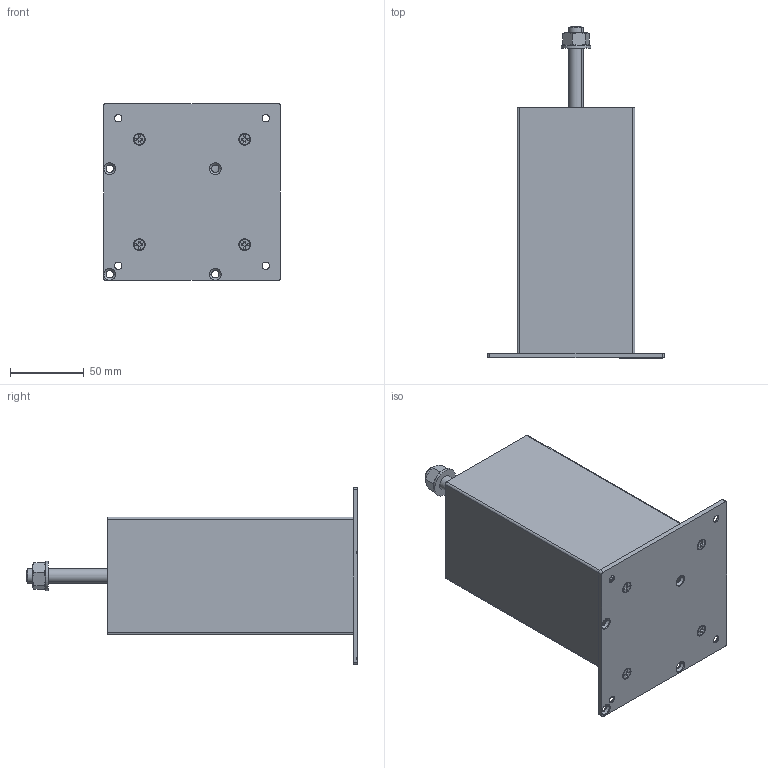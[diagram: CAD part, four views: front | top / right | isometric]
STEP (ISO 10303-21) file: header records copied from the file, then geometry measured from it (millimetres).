
FILE_DESCRIPTION(('STEP AP214'),'1');
FILE_NAME('Rhodos 1 H170.stp','2025-10-08T09:51:38',(' '),(' '),'Spatial InterOp 3D',' ',' ');
FILE_SCHEMA(('AUTOMOTIVE_DESIGN { 1 0 10303 214 1 1 1 1 }'));
Length unit declared in the file: millimetre
Products named in the file (1): Barkonsole Jumbo-170|Profil Jumbo 167mm#Profil Jumbo 167mm;Profil Jumbo 167mm
Bounding box: 120 x 225 x 120 mm (x, y, z)
Volume: 178443.4 mm3; surface area: 157029 mm2
Topology: 14 solids, 14 shells, 483 faces, 1239 edges, 782 vertices
Faces by surface type: cylinder 200, plane 145, cone 102, bspline 20, torus 16
Entity records: 175572 total; most frequent: CARTESIAN_POINT 163230, ORIENTED_EDGE 2442, DIRECTION 2298, EDGE_CURVE 1221, AXIS2_PLACEMENT_3D 854, VERTEX_POINT 782, LINE 590, VECTOR 590
